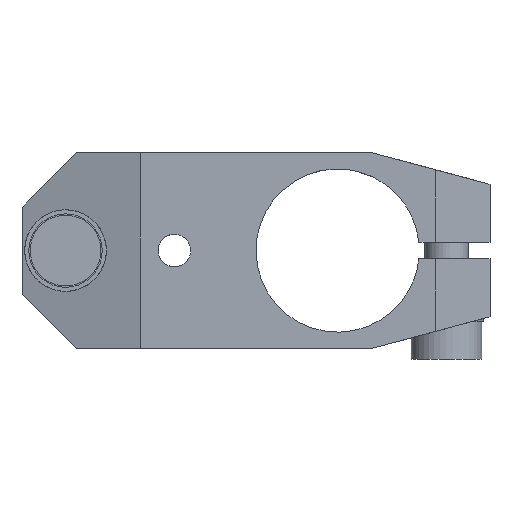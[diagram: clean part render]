
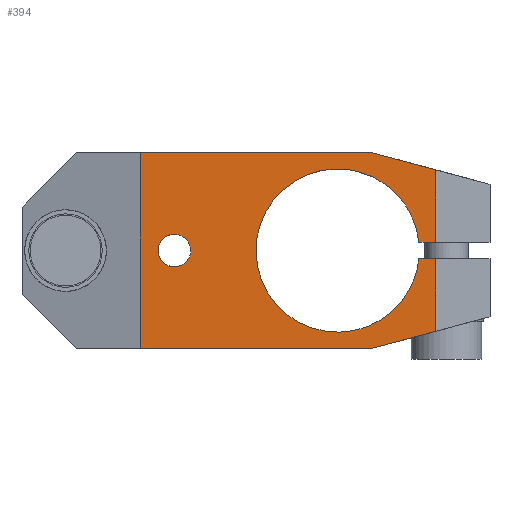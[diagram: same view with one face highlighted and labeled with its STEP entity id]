
A CAD part, front view. The second image highlights one B-rep face of the part: STEP entity #394.
In plain terms, the highlighted planar face has unit normal (0, -1, 0).
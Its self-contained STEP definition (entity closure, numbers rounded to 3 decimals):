
#91=CARTESIAN_POINT('Vertex',(18.,-18.,-14.847)) ;
#94=CARTESIAN_POINT('Line Origine',(12.117,-18.,-16.424)) ;
#98=CARTESIAN_POINT('Vertex',(6.233,-18.,-18.)) ;
#202=CARTESIAN_POINT('Line Origine',(-15.,-18.,-18.)) ;
#206=CARTESIAN_POINT('Vertex',(-36.233,-18.,-18.)) ;
#289=CARTESIAN_POINT('Axis2P3D Location',(-36.233,-18.,0.)) ;
#294=CARTESIAN_POINT('Line Origine',(18.,-18.,-8.174)) ;
#298=CARTESIAN_POINT('Vertex',(18.,-18.,-1.5)) ;
#301=CARTESIAN_POINT('Line Origine',(16.462,-18.,-1.5)) ;
#305=CARTESIAN_POINT('Vertex',(14.925,-18.,-1.5)) ;
#308=CARTESIAN_POINT('Axis2P3D Location',(0.,-18.,0.)) ;
#312=CARTESIAN_POINT('Vertex',(13.164,-18.,-7.191)) ;
#315=CARTESIAN_POINT('Axis2P3D Location',(0.,-18.,0.)) ;
#319=CARTESIAN_POINT('Vertex',(-13.164,-18.,7.191)) ;
#322=CARTESIAN_POINT('Axis2P3D Location',(0.,-18.,0.)) ;
#326=CARTESIAN_POINT('Vertex',(14.925,-18.,1.5)) ;
#329=CARTESIAN_POINT('Line Origine',(16.462,-18.,1.5)) ;
#333=CARTESIAN_POINT('Vertex',(18.,-18.,1.5)) ;
#336=CARTESIAN_POINT('Line Origine',(18.,-18.,8.174)) ;
#340=CARTESIAN_POINT('Vertex',(18.,-18.,14.847)) ;
#343=CARTESIAN_POINT('Line Origine',(12.117,-18.,16.424)) ;
#347=CARTESIAN_POINT('Vertex',(6.233,-18.,18.)) ;
#350=CARTESIAN_POINT('Line Origine',(-15.,-18.,18.)) ;
#354=CARTESIAN_POINT('Vertex',(-36.233,-18.,18.)) ;
#357=CARTESIAN_POINT('Line Origine',(-36.233,-18.,0.)) ;
#376=CARTESIAN_POINT('Axis2P3D Location',(-30.,-18.,0.)) ;
#380=CARTESIAN_POINT('Vertex',(-32.633,-18.,1.438)) ;
#382=CARTESIAN_POINT('Vertex',(-27.367,-18.,-1.438)) ;
#385=CARTESIAN_POINT('Axis2P3D Location',(-30.,-18.,0.)) ;
#95=DIRECTION('Vector Direction',(0.966,0.,0.259)) ;
#203=DIRECTION('Vector Direction',(1.,0.,0.)) ;
#290=DIRECTION('Axis2P3D Direction',(0.,-1.,0.)) ;
#291=DIRECTION('Axis2P3D XDirection',(1.,0.,0.)) ;
#295=DIRECTION('Vector Direction',(0.,0.,1.)) ;
#302=DIRECTION('Vector Direction',(-1.,0.,0.)) ;
#309=DIRECTION('Axis2P3D Direction',(0.,-1.,0.)) ;
#316=DIRECTION('Axis2P3D Direction',(0.,-1.,0.)) ;
#323=DIRECTION('Axis2P3D Direction',(0.,-1.,0.)) ;
#330=DIRECTION('Vector Direction',(1.,0.,0.)) ;
#337=DIRECTION('Vector Direction',(0.,0.,1.)) ;
#344=DIRECTION('Vector Direction',(0.966,0.,-0.259)) ;
#351=DIRECTION('Vector Direction',(1.,0.,0.)) ;
#358=DIRECTION('Vector Direction',(0.,0.,1.)) ;
#377=DIRECTION('Axis2P3D Direction',(0.,-1.,0.)) ;
#386=DIRECTION('Axis2P3D Direction',(0.,-1.,0.)) ;
#292=AXIS2_PLACEMENT_3D('Plane Axis2P3D',#289,#290,#291) ;
#310=AXIS2_PLACEMENT_3D('Circle Axis2P3D',#308,#309,$) ;
#317=AXIS2_PLACEMENT_3D('Circle Axis2P3D',#315,#316,$) ;
#324=AXIS2_PLACEMENT_3D('Circle Axis2P3D',#322,#323,$) ;
#378=AXIS2_PLACEMENT_3D('Circle Axis2P3D',#376,#377,$) ;
#387=AXIS2_PLACEMENT_3D('Circle Axis2P3D',#385,#386,$) ;
#363=ORIENTED_EDGE('',*,*,#300,.T.) ;
#364=ORIENTED_EDGE('',*,*,#307,.F.) ;
#365=ORIENTED_EDGE('',*,*,#314,.F.) ;
#366=ORIENTED_EDGE('',*,*,#321,.F.) ;
#367=ORIENTED_EDGE('',*,*,#328,.F.) ;
#368=ORIENTED_EDGE('',*,*,#335,.F.) ;
#369=ORIENTED_EDGE('',*,*,#342,.T.) ;
#370=ORIENTED_EDGE('',*,*,#349,.F.) ;
#371=ORIENTED_EDGE('',*,*,#356,.F.) ;
#372=ORIENTED_EDGE('',*,*,#361,.F.) ;
#373=ORIENTED_EDGE('',*,*,#208,.T.) ;
#374=ORIENTED_EDGE('',*,*,#100,.T.) ;
#391=ORIENTED_EDGE('',*,*,#384,.F.) ;
#392=ORIENTED_EDGE('',*,*,#389,.F.) ;
#393=FACE_BOUND('',#390,.T.) ;
#96=VECTOR('Line Direction',#95,1.) ;
#204=VECTOR('Line Direction',#203,1.) ;
#296=VECTOR('Line Direction',#295,1.) ;
#303=VECTOR('Line Direction',#302,1.) ;
#331=VECTOR('Line Direction',#330,1.) ;
#338=VECTOR('Line Direction',#337,1.) ;
#345=VECTOR('Line Direction',#344,1.) ;
#352=VECTOR('Line Direction',#351,1.) ;
#359=VECTOR('Line Direction',#358,1.) ;
#394=ADVANCED_FACE('PartBody',(#375,#393),#293,.T.) ;
#311=CIRCLE('generated circle',#310,15.) ;
#318=CIRCLE('generated circle',#317,15.) ;
#325=CIRCLE('generated circle',#324,15.) ;
#379=CIRCLE('generated circle',#378,3.) ;
#388=CIRCLE('generated circle',#387,3.) ;
#100=EDGE_CURVE('',#99,#92,#97,.T.) ;
#208=EDGE_CURVE('',#207,#99,#205,.T.) ;
#300=EDGE_CURVE('',#92,#299,#297,.T.) ;
#307=EDGE_CURVE('',#306,#299,#304,.F.) ;
#314=EDGE_CURVE('',#313,#306,#311,.T.) ;
#321=EDGE_CURVE('',#320,#313,#318,.T.) ;
#328=EDGE_CURVE('',#327,#320,#325,.T.) ;
#335=EDGE_CURVE('',#334,#327,#332,.F.) ;
#342=EDGE_CURVE('',#334,#341,#339,.T.) ;
#349=EDGE_CURVE('',#348,#341,#346,.T.) ;
#356=EDGE_CURVE('',#355,#348,#353,.T.) ;
#361=EDGE_CURVE('',#207,#355,#360,.T.) ;
#384=EDGE_CURVE('',#381,#383,#379,.T.) ;
#389=EDGE_CURVE('',#383,#381,#388,.T.) ;
#362=EDGE_LOOP('',(#363,#364,#365,#366,#367,#368,#369,#370,#371,#372,#373,#374)) ;
#390=EDGE_LOOP('',(#391,#392)) ;
#375=FACE_OUTER_BOUND('',#362,.T.) ;
#97=LINE('Line',#94,#96) ;
#205=LINE('Line',#202,#204) ;
#297=LINE('Line',#294,#296) ;
#304=LINE('Line',#301,#303) ;
#332=LINE('Line',#329,#331) ;
#339=LINE('Line',#336,#338) ;
#346=LINE('Line',#343,#345) ;
#353=LINE('Line',#350,#352) ;
#360=LINE('Line',#357,#359) ;
#293=PLANE('',#292) ;
#92=VERTEX_POINT('',#91) ;
#99=VERTEX_POINT('',#98) ;
#207=VERTEX_POINT('',#206) ;
#299=VERTEX_POINT('',#298) ;
#306=VERTEX_POINT('',#305) ;
#313=VERTEX_POINT('',#312) ;
#320=VERTEX_POINT('',#319) ;
#327=VERTEX_POINT('',#326) ;
#334=VERTEX_POINT('',#333) ;
#341=VERTEX_POINT('',#340) ;
#348=VERTEX_POINT('',#347) ;
#355=VERTEX_POINT('',#354) ;
#381=VERTEX_POINT('',#380) ;
#383=VERTEX_POINT('',#382) ;
